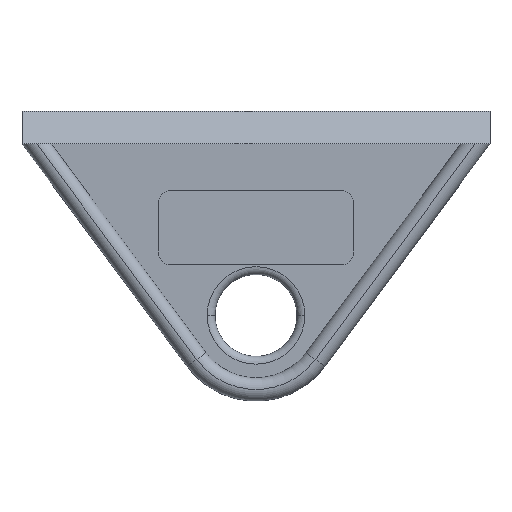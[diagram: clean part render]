
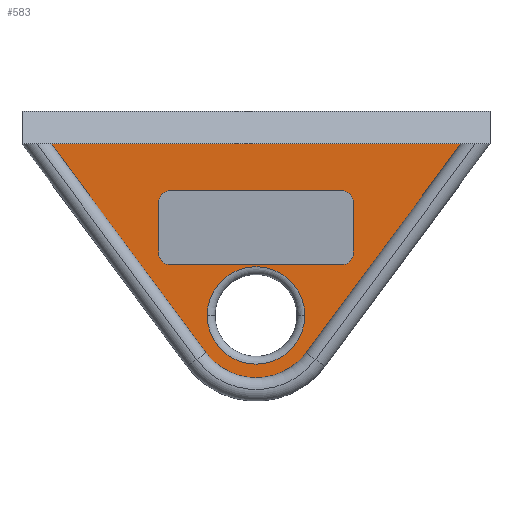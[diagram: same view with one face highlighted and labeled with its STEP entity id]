
A CAD part, top view. The second image highlights one B-rep face of the part: STEP entity #583.
In plain terms, the highlighted planar face has unit normal (0, 0, 1).
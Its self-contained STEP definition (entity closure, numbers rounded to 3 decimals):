
#5 = EDGE_CURVE ( 'NONE', #15, #817, #904, .T. ) ;
#7 = VERTEX_POINT ( 'NONE', #1216 ) ;
#15 = VERTEX_POINT ( 'NONE', #407 ) ;
#40 = LINE ( 'NONE', #448, #1082 ) ;
#50 = CARTESIAN_POINT ( 'NONE',  ( -12.5, 14.5, 1.5 ) ) ;
#54 = CARTESIAN_POINT ( 'NONE',  ( -6.25, 0., 1.5 ) ) ;
#60 = DIRECTION ( 'NONE',  ( 0., -1., 0. ) ) ;
#72 = LINE ( 'NONE', #1423, #1109 ) ;
#88 = CARTESIAN_POINT ( 'NONE',  ( 11., 14.5, 1.5 ) ) ;
#129 = CARTESIAN_POINT ( 'NONE',  ( 0., 0., 1.5 ) ) ;
#130 = DIRECTION ( 'NONE',  ( -1., 0., 0. ) ) ;
#135 = EDGE_LOOP ( 'NONE', ( #900, #1256 ) ) ;
#142 = AXIS2_PLACEMENT_3D ( 'NONE', #186, #1269, #1408 ) ;
#146 = LINE ( 'NONE', #275, #1549 ) ;
#160 = CIRCLE ( 'NONE', #689, 6.25 ) ;
#176 = DIRECTION ( 'NONE',  ( -1., 0., 0. ) ) ;
#178 = CARTESIAN_POINT ( 'NONE',  ( 6.25, 0., 1.5 ) ) ;
#185 = CARTESIAN_POINT ( 'NONE',  ( 12.5, 8., 1.5 ) ) ;
#186 = CARTESIAN_POINT ( 'NONE',  ( 0., 0., 1.5 ) ) ;
#197 = CARTESIAN_POINT ( 'NONE',  ( -6.427, -4.764, 1.5 ) ) ;
#204 = DIRECTION ( 'NONE',  ( -1., 0., 0. ) ) ;
#227 = VERTEX_POINT ( 'NONE', #857 ) ;
#230 = CIRCLE ( 'NONE', #1273, 1.5 ) ;
#237 = CIRCLE ( 'NONE', #866, 6.25 ) ;
#248 = EDGE_CURVE ( 'NONE', #1369, #7, #1651, .T. ) ;
#257 = VERTEX_POINT ( 'NONE', #602 ) ;
#258 = EDGE_CURVE ( 'NONE', #257, #1451, #567, .T. ) ;
#260 = DIRECTION ( 'NONE',  ( -1., 0., 0. ) ) ;
#266 = AXIS2_PLACEMENT_3D ( 'NONE', #1622, #1346, #260 ) ;
#275 = CARTESIAN_POINT ( 'NONE',  ( -30., 22., 1.5 ) ) ;
#315 = CARTESIAN_POINT ( 'NONE',  ( -11., 8., 1.5 ) ) ;
#317 = FACE_BOUND ( 'NONE', #135, .T. ) ;
#340 = EDGE_CURVE ( 'NONE', #840, #1692, #160, .T. ) ;
#356 = VERTEX_POINT ( 'NONE', #768 ) ;
#392 = VECTOR ( 'NONE', #743, 1000. ) ;
#405 = CIRCLE ( 'NONE', #1196, 1.5 ) ;
#407 = CARTESIAN_POINT ( 'NONE',  ( 11., 6.5, 1.5 ) ) ;
#408 = VECTOR ( 'NONE', #506, 1000. ) ;
#411 = EDGE_CURVE ( 'NONE', #227, #356, #1247, .T. ) ;
#417 = ORIENTED_EDGE ( 'NONE', *, *, #971, .T. ) ;
#448 = CARTESIAN_POINT ( 'NONE',  ( -6.427, -4.764, 1.5 ) ) ;
#457 = ORIENTED_EDGE ( 'NONE', *, *, #258, .F. ) ;
#506 = DIRECTION ( 'NONE',  ( 0.595, 0.803, 0. ) ) ;
#518 = ORIENTED_EDGE ( 'NONE', *, *, #1626, .F. ) ;
#520 = DIRECTION ( 'NONE',  ( 1., 0., 0. ) ) ;
#528 = ORIENTED_EDGE ( 'NONE', *, *, #650, .T. ) ;
#558 = DIRECTION ( 'NONE',  ( -1., 0., 0. ) ) ;
#565 = VERTEX_POINT ( 'NONE', #1614 ) ;
#567 = LINE ( 'NONE', #50, #1610 ) ;
#583 = ADVANCED_FACE ( 'NONE', ( #317, #948, #994 ), #789, .T. ) ;
#587 = ORIENTED_EDGE ( 'NONE', *, *, #1078, .F. ) ;
#602 = CARTESIAN_POINT ( 'NONE',  ( -12.5, 14.5, 1.5 ) ) ;
#608 = EDGE_LOOP ( 'NONE', ( #528, #1136, #1138, #417 ) ) ;
#627 = DIRECTION ( 'NONE',  ( 1., 0., 0. ) ) ;
#643 = CARTESIAN_POINT ( 'NONE',  ( 6.427, -4.764, 1.5 ) ) ;
#650 = EDGE_CURVE ( 'NONE', #1175, #565, #146, .T. ) ;
#662 = AXIS2_PLACEMENT_3D ( 'NONE', #1609, #1463, #520 ) ;
#677 = DIRECTION ( 'NONE',  ( 0., 0., 1. ) ) ;
#684 = LINE ( 'NONE', #643, #408 ) ;
#689 = AXIS2_PLACEMENT_3D ( 'NONE', #1154, #1426, #627 ) ;
#698 = CARTESIAN_POINT ( 'NONE',  ( 26.266, 22., 1.5 ) ) ;
#722 = DIRECTION ( 'NONE',  ( 0.595, -0.803, 0. ) ) ;
#743 = DIRECTION ( 'NONE',  ( 1., 0., 0. ) ) ;
#762 = ORIENTED_EDGE ( 'NONE', *, *, #1291, .F. ) ;
#768 = CARTESIAN_POINT ( 'NONE',  ( 11., 16., 1.5 ) ) ;
#789 = PLANE ( 'NONE',  #662 ) ;
#817 = VERTEX_POINT ( 'NONE', #185 ) ;
#840 = VERTEX_POINT ( 'NONE', #178 ) ;
#857 = CARTESIAN_POINT ( 'NONE',  ( 12.5, 14.5, 1.5 ) ) ;
#866 = AXIS2_PLACEMENT_3D ( 'NONE', #129, #938, #1483 ) ;
#872 = CARTESIAN_POINT ( 'NONE',  ( -11., 6.5, 1.5 ) ) ;
#900 = ORIENTED_EDGE ( 'NONE', *, *, #340, .T. ) ;
#903 = DIRECTION ( 'NONE',  ( 0., 0., 1. ) ) ;
#904 = CIRCLE ( 'NONE', #266, 1.5 ) ;
#938 = DIRECTION ( 'NONE',  ( 0., 0., -1. ) ) ;
#948 = FACE_BOUND ( 'NONE', #1007, .T. ) ;
#949 = LINE ( 'NONE', #1746, #1637 ) ;
#971 = EDGE_CURVE ( 'NONE', #7, #1175, #684, .T. ) ;
#994 = FACE_OUTER_BOUND ( 'NONE', #608, .T. ) ;
#1007 = EDGE_LOOP ( 'NONE', ( #762, #457, #587, #518, #1533, #1392, #1444, #1320 ) ) ;
#1011 = CARTESIAN_POINT ( 'NONE',  ( -11., 6.5, 1.5 ) ) ;
#1038 = EDGE_CURVE ( 'NONE', #817, #227, #949, .T. ) ;
#1047 = VERTEX_POINT ( 'NONE', #1613 ) ;
#1069 = LINE ( 'NONE', #872, #392 ) ;
#1078 = EDGE_CURVE ( 'NONE', #1047, #257, #230, .T. ) ;
#1082 = VECTOR ( 'NONE', #722, 1000. ) ;
#1109 = VECTOR ( 'NONE', #204, 1000. ) ;
#1128 = DIRECTION ( 'NONE',  ( 0., 0., 1. ) ) ;
#1136 = ORIENTED_EDGE ( 'NONE', *, *, #1276, .T. ) ;
#1138 = ORIENTED_EDGE ( 'NONE', *, *, #248, .T. ) ;
#1142 = AXIS2_PLACEMENT_3D ( 'NONE', #88, #903, #1726 ) ;
#1154 = CARTESIAN_POINT ( 'NONE',  ( 0., 0., 1.5 ) ) ;
#1172 = CARTESIAN_POINT ( 'NONE',  ( -12.5, 8., 1.5 ) ) ;
#1175 = VERTEX_POINT ( 'NONE', #698 ) ;
#1196 = AXIS2_PLACEMENT_3D ( 'NONE', #315, #1128, #176 ) ;
#1214 = CARTESIAN_POINT ( 'NONE',  ( -11., 14.5, 1.5 ) ) ;
#1216 = CARTESIAN_POINT ( 'NONE',  ( 6.427, -4.764, 1.5 ) ) ;
#1247 = CIRCLE ( 'NONE', #1142, 1.5 ) ;
#1256 = ORIENTED_EDGE ( 'NONE', *, *, #1570, .T. ) ;
#1269 = DIRECTION ( 'NONE',  ( 0., 0., 1. ) ) ;
#1273 = AXIS2_PLACEMENT_3D ( 'NONE', #1214, #677, #130 ) ;
#1276 = EDGE_CURVE ( 'NONE', #565, #1369, #40, .T. ) ;
#1291 = EDGE_CURVE ( 'NONE', #1451, #1672, #405, .T. ) ;
#1320 = ORIENTED_EDGE ( 'NONE', *, *, #1671, .F. ) ;
#1346 = DIRECTION ( 'NONE',  ( 0., 0., 1. ) ) ;
#1369 = VERTEX_POINT ( 'NONE', #197 ) ;
#1392 = ORIENTED_EDGE ( 'NONE', *, *, #1038, .F. ) ;
#1408 = DIRECTION ( 'NONE',  ( 1., 0., 0. ) ) ;
#1423 = CARTESIAN_POINT ( 'NONE',  ( -11., 16., 1.5 ) ) ;
#1426 = DIRECTION ( 'NONE',  ( 0., 0., -1. ) ) ;
#1444 = ORIENTED_EDGE ( 'NONE', *, *, #5, .F. ) ;
#1451 = VERTEX_POINT ( 'NONE', #1172 ) ;
#1463 = DIRECTION ( 'NONE',  ( 0., 0., 1. ) ) ;
#1483 = DIRECTION ( 'NONE',  ( 1., 0., 0. ) ) ;
#1533 = ORIENTED_EDGE ( 'NONE', *, *, #411, .F. ) ;
#1549 = VECTOR ( 'NONE', #558, 1000. ) ;
#1570 = EDGE_CURVE ( 'NONE', #1692, #840, #237, .T. ) ;
#1606 = DIRECTION ( 'NONE',  ( 0., 1., 0. ) ) ;
#1609 = CARTESIAN_POINT ( 'NONE',  ( 0., 0., 1.5 ) ) ;
#1610 = VECTOR ( 'NONE', #60, 1000. ) ;
#1613 = CARTESIAN_POINT ( 'NONE',  ( -11., 16., 1.5 ) ) ;
#1614 = CARTESIAN_POINT ( 'NONE',  ( -26.266, 22., 1.5 ) ) ;
#1622 = CARTESIAN_POINT ( 'NONE',  ( 11., 8., 1.5 ) ) ;
#1626 = EDGE_CURVE ( 'NONE', #356, #1047, #72, .T. ) ;
#1637 = VECTOR ( 'NONE', #1606, 1000. ) ;
#1651 = CIRCLE ( 'NONE', #142, 8. ) ;
#1671 = EDGE_CURVE ( 'NONE', #1672, #15, #1069, .T. ) ;
#1672 = VERTEX_POINT ( 'NONE', #1011 ) ;
#1692 = VERTEX_POINT ( 'NONE', #54 ) ;
#1726 = DIRECTION ( 'NONE',  ( -1., 0., 0. ) ) ;
#1746 = CARTESIAN_POINT ( 'NONE',  ( 12.5, 14.5, 1.5 ) ) ;
